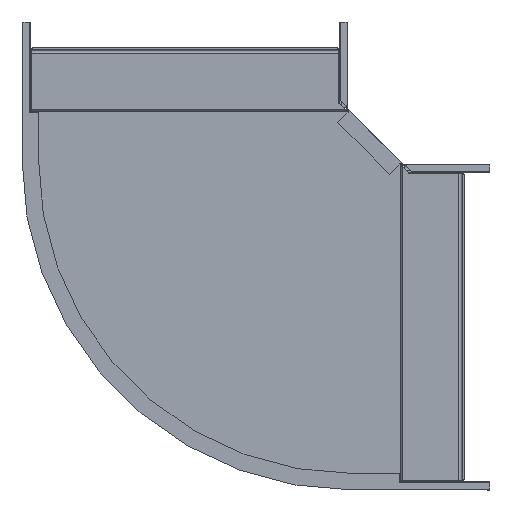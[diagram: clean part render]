
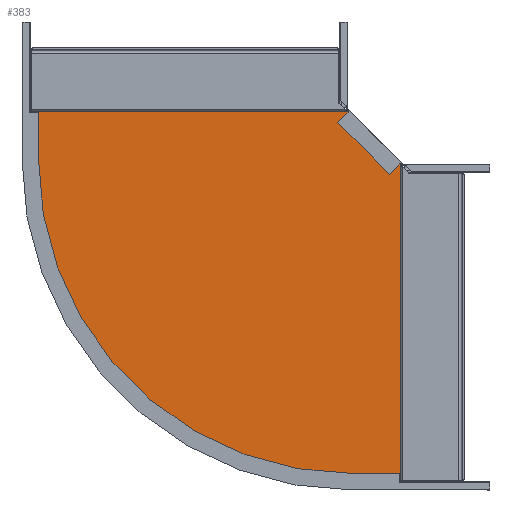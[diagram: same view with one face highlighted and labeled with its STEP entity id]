
A CAD part, front view. The second image highlights one B-rep face of the part: STEP entity #383.
In plain terms, the highlighted planar face has unit normal (0, -1, 0).
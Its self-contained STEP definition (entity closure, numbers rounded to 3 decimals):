
#18 = CARTESIAN_POINT ( 'NONE',  ( -24.41, -0.75, 24.339 ) ) ;
#45 = VERTEX_POINT ( 'NONE', #2471 ) ;
#51 = CARTESIAN_POINT ( 'NONE',  ( -24.569, -0.75, 24.485 ) ) ;
#180 = LINE ( 'NONE', #4407, #2510 ) ;
#229 = VECTOR ( 'NONE', #3733, 1000. ) ;
#276 = EDGE_CURVE ( 'NONE', #3413, #3620, #2534, .T. ) ;
#291 = EDGE_CURVE ( 'NONE', #2658, #3543, #4251, .T. ) ;
#317 = AXIS2_PLACEMENT_3D ( 'NONE', #2630, #3910, #3488 ) ;
#383 = ADVANCED_FACE ( 'NONE', ( #399 ), #2997, .T. ) ;
#393 = ORIENTED_EDGE ( 'NONE', *, *, #5147, .F. ) ;
#399 = FACE_OUTER_BOUND ( 'NONE', #5283, .T. ) ;
#442 = DIRECTION ( 'NONE',  ( 1., 0., 0. ) ) ;
#508 = CARTESIAN_POINT ( 'NONE',  ( 24.485, -0.75, -311.412 ) ) ;
#687 = CARTESIAN_POINT ( 'NONE',  ( 24.485, -0.75, -24.569 ) ) ;
#698 = DIRECTION ( 'NONE',  ( 0., 0., -1. ) ) ;
#774 = CARTESIAN_POINT ( 'NONE',  ( 24.485, -0.75, -24.569 ) ) ;
#820 = ORIENTED_EDGE ( 'NONE', *, *, #291, .T. ) ;
#834 = CARTESIAN_POINT ( 'NONE',  ( -311.412, -0.75, 23.412 ) ) ;
#904 = DIRECTION ( 'NONE',  ( 0., 0., 1. ) ) ;
#978 = EDGE_CURVE ( 'NONE', #45, #1330, #180, .T. ) ;
#987 = ORIENTED_EDGE ( 'NONE', *, *, #276, .T. ) ;
#1003 = DIRECTION ( 'NONE',  ( 1., 0., 0. ) ) ;
#1102 = ORIENTED_EDGE ( 'NONE', *, *, #3955, .F. ) ;
#1116 = DIRECTION ( 'NONE',  ( 0.707, 0., -0.707 ) ) ;
#1198 = LINE ( 'NONE', #4951, #5290 ) ;
#1253 = DIRECTION ( 'NONE',  ( 0., 0., 1. ) ) ;
#1330 = VERTEX_POINT ( 'NONE', #4705 ) ;
#1391 = CIRCLE ( 'NONE', #317, 298.25 ) ;
#1438 = EDGE_CURVE ( 'NONE', #2658, #4567, #4053, .T. ) ;
#1445 = EDGE_CURVE ( 'NONE', #1524, #4209, #2392, .T. ) ;
#1519 = EDGE_CURVE ( 'NONE', #2423, #4510, #4815, .T. ) ;
#1524 = VERTEX_POINT ( 'NONE', #4395 ) ;
#1528 = EDGE_CURVE ( 'NONE', #2344, #3620, #4029, .T. ) ;
#1598 = CARTESIAN_POINT ( 'NONE',  ( -311.412, -0.75, -19.662 ) ) ;
#1602 = CARTESIAN_POINT ( 'NONE',  ( -19.662, -0.75, -19.662 ) ) ;
#1614 = CARTESIAN_POINT ( 'NONE',  ( 24.205, -0.75, -24.24 ) ) ;
#1676 = CARTESIAN_POINT ( 'NONE',  ( 24.071, -0.75, -311.412 ) ) ;
#1822 = CARTESIAN_POINT ( 'NONE',  ( -317.912, -0.75, 23.412 ) ) ;
#1839 = CARTESIAN_POINT ( 'NONE',  ( -311.412, -0.75, 24.071 ) ) ;
#1849 = CARTESIAN_POINT ( 'NONE',  ( -19.662, -0.75, 24.485 ) ) ;
#1907 = VECTOR ( 'NONE', #1253, 1000. ) ;
#1924 = EDGE_CURVE ( 'NONE', #4720, #2423, #1986, .T. ) ;
#1986 = LINE ( 'NONE', #1598, #1907 ) ;
#2069 = DIRECTION ( 'NONE',  ( 0., 0., -1. ) ) ;
#2168 = VECTOR ( 'NONE', #5315, 1000. ) ;
#2207 = CARTESIAN_POINT ( 'NONE',  ( -24.24, -0.75, 24.205 ) ) ;
#2224 = ORIENTED_EDGE ( 'NONE', *, *, #4966, .F. ) ;
#2253 = AXIS2_PLACEMENT_3D ( 'NONE', #1602, #4695, #2069 ) ;
#2293 = CARTESIAN_POINT ( 'NONE',  ( 75.912, -0.75, -311.412 ) ) ;
#2294 = CARTESIAN_POINT ( 'NONE',  ( 24.071, -0.75, -311.412 ) ) ;
#2344 = VERTEX_POINT ( 'NONE', #2764 ) ;
#2392 = LINE ( 'NONE', #3148, #2867 ) ;
#2423 = VERTEX_POINT ( 'NONE', #5031 ) ;
#2471 = CARTESIAN_POINT ( 'NONE',  ( -24.071, -0.75, 24.071 ) ) ;
#2475 = DIRECTION ( 'NONE',  ( 0., 0., -1. ) ) ;
#2501 = LINE ( 'NONE', #4139, #3772 ) ;
#2510 = VECTOR ( 'NONE', #1116, 1000. ) ;
#2534 = LINE ( 'NONE', #5179, #5176 ) ;
#2630 = CARTESIAN_POINT ( 'NONE',  ( -19.662, -0.75, -19.662 ) ) ;
#2633 = ORIENTED_EDGE ( 'NONE', *, *, #978, .F. ) ;
#2658 = VERTEX_POINT ( 'NONE', #2294 ) ;
#2750 = CARTESIAN_POINT ( 'NONE',  ( -24.569, -0.75, 24.485 ) ) ;
#2764 = CARTESIAN_POINT ( 'NONE',  ( -317.912, -0.75, -19.662 ) ) ;
#2829 = ORIENTED_EDGE ( 'NONE', *, *, #1445, .T. ) ;
#2867 = VECTOR ( 'NONE', #4007, 1000. ) ;
#2869 = ORIENTED_EDGE ( 'NONE', *, *, #1519, .F. ) ;
#2905 = EDGE_CURVE ( 'NONE', #45, #4510, #3987, .T. ) ;
#2942 = VERTEX_POINT ( 'NONE', #687 ) ;
#2997 = PLANE ( 'NONE',  #2253 ) ;
#3055 = VECTOR ( 'NONE', #1003, 1000. ) ;
#3148 = CARTESIAN_POINT ( 'NONE',  ( -19.662, -0.75, -317.912 ) ) ;
#3413 = VERTEX_POINT ( 'NONE', #834 ) ;
#3417 = EDGE_CURVE ( 'NONE', #2942, #3543, #2501, .T. ) ;
#3488 = DIRECTION ( 'NONE',  ( 0., 0., -1. ) ) ;
#3504 = VECTOR ( 'NONE', #904, 1000. ) ;
#3543 = VERTEX_POINT ( 'NONE', #508 ) ;
#3617 = CARTESIAN_POINT ( 'NONE',  ( -317.912, -0.75, -19.662 ) ) ;
#3620 = VERTEX_POINT ( 'NONE', #1822 ) ;
#3690 = ORIENTED_EDGE ( 'NONE', *, *, #1438, .F. ) ;
#3733 = DIRECTION ( 'NONE',  ( 0., 0., -1. ) ) ;
#3764 = ORIENTED_EDGE ( 'NONE', *, *, #1924, .F. ) ;
#3772 = VECTOR ( 'NONE', #2475, 1000. ) ;
#3860 = CARTESIAN_POINT ( 'NONE',  ( -24.071, -0.75, 24.071 ) ) ;
#3910 = DIRECTION ( 'NONE',  ( 0., 1., 0. ) ) ;
#3955 = EDGE_CURVE ( 'NONE', #1330, #2942, #4570, .T. ) ;
#3987 = B_SPLINE_CURVE_WITH_KNOTS ( 'NONE', 3,
 ( #3860, #2207, #18, #51 ),
 .UNSPECIFIED., .F., .F.,
 ( 4, 4 ),
 ( 0.005, 0.006 ),
 .UNSPECIFIED. ) ;
#4007 = DIRECTION ( 'NONE',  ( 1., 0., 0. ) ) ;
#4029 = LINE ( 'NONE', #3617, #3504 ) ;
#4053 = LINE ( 'NONE', #2293, #2168 ) ;
#4139 = CARTESIAN_POINT ( 'NONE',  ( 24.485, -0.75, -19.662 ) ) ;
#4166 = ORIENTED_EDGE ( 'NONE', *, *, #1528, .F. ) ;
#4178 = VECTOR ( 'NONE', #442, 1000. ) ;
#4202 = ORIENTED_EDGE ( 'NONE', *, *, #3417, .F. ) ;
#4209 = VERTEX_POINT ( 'NONE', #5363 ) ;
#4244 = CARTESIAN_POINT ( 'NONE',  ( 24.071, -0.75, -24.071 ) ) ;
#4251 = LINE ( 'NONE', #1676, #4178 ) ;
#4395 = CARTESIAN_POINT ( 'NONE',  ( -19.662, -0.75, -317.912 ) ) ;
#4407 = CARTESIAN_POINT ( 'NONE',  ( -12.021, -0.75, 12.021 ) ) ;
#4510 = VERTEX_POINT ( 'NONE', #2750 ) ;
#4567 = VERTEX_POINT ( 'NONE', #5045 ) ;
#4570 = B_SPLINE_CURVE_WITH_KNOTS ( 'NONE', 3,
 ( #4244, #1614, #4589, #774 ),
 .UNSPECIFIED., .F., .F.,
 ( 4, 4 ),
 ( 0.005, 0.006 ),
 .UNSPECIFIED. ) ;
#4589 = CARTESIAN_POINT ( 'NONE',  ( 24.339, -0.75, -24.41 ) ) ;
#4663 = LINE ( 'NONE', #5406, #229 ) ;
#4695 = DIRECTION ( 'NONE',  ( 0., -1., 0. ) ) ;
#4705 = CARTESIAN_POINT ( 'NONE',  ( 24.071, -0.75, -24.071 ) ) ;
#4712 = ORIENTED_EDGE ( 'NONE', *, *, #5342, .T. ) ;
#4720 = VERTEX_POINT ( 'NONE', #1839 ) ;
#4815 = LINE ( 'NONE', #1849, #3055 ) ;
#4951 = CARTESIAN_POINT ( 'NONE',  ( -311.412, -0.75, 75.912 ) ) ;
#4966 = EDGE_CURVE ( 'NONE', #4567, #4209, #4663, .T. ) ;
#5031 = CARTESIAN_POINT ( 'NONE',  ( -311.412, -0.75, 24.485 ) ) ;
#5036 = ORIENTED_EDGE ( 'NONE', *, *, #2905, .T. ) ;
#5045 = CARTESIAN_POINT ( 'NONE',  ( 23.412, -0.75, -311.412 ) ) ;
#5147 = EDGE_CURVE ( 'NONE', #1524, #2344, #1391, .T. ) ;
#5176 = VECTOR ( 'NONE', #5480, 1000. ) ;
#5179 = CARTESIAN_POINT ( 'NONE',  ( -317.912, -0.75, 23.412 ) ) ;
#5283 = EDGE_LOOP ( 'NONE', ( #2633, #5036, #2869, #3764, #4712, #987, #4166, #393, #2829, #2224, #3690, #820, #4202, #1102 ) ) ;
#5290 = VECTOR ( 'NONE', #698, 1000. ) ;
#5315 = DIRECTION ( 'NONE',  ( -1., 0., 0. ) ) ;
#5342 = EDGE_CURVE ( 'NONE', #4720, #3413, #1198, .T. ) ;
#5363 = CARTESIAN_POINT ( 'NONE',  ( 23.412, -0.75, -317.912 ) ) ;
#5406 = CARTESIAN_POINT ( 'NONE',  ( 23.412, -0.75, -317.912 ) ) ;
#5480 = DIRECTION ( 'NONE',  ( -1., 0., 0. ) ) ;
